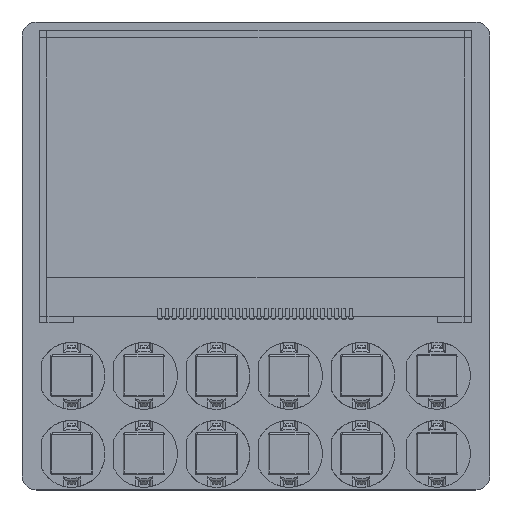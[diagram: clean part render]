
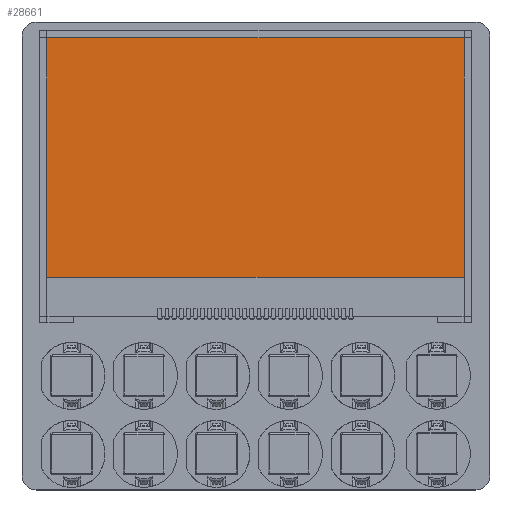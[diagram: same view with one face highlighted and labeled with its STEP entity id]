
A CAD part, top view. The second image highlights one B-rep face of the part: STEP entity #28661.
In plain terms, the highlighted planar face has unit normal (0, 0, 1).
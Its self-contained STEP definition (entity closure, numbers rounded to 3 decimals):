
#28532 = VERTEX_POINT('',#28533);
#28533 = CARTESIAN_POINT('',(-37.5,21.5,6.3));
#28539 = EDGE_CURVE('',#28532,#28540,#28542,.T.);
#28540 = VERTEX_POINT('',#28541);
#28541 = CARTESIAN_POINT('',(37.5,21.5,6.3));
#28542 = LINE('',#28543,#28544);
#28543 = CARTESIAN_POINT('',(-37.5,21.5,6.3));
#28544 = VECTOR('',#28545,1.);
#28545 = DIRECTION('',(1.,0.,0.));
#28570 = EDGE_CURVE('',#28540,#28571,#28573,.T.);
#28571 = VERTEX_POINT('',#28572);
#28572 = CARTESIAN_POINT('',(37.5,-21.5,6.3));
#28573 = LINE('',#28574,#28575);
#28574 = CARTESIAN_POINT('',(37.5,21.5,6.3));
#28575 = VECTOR('',#28576,1.);
#28576 = DIRECTION('',(0.,-1.,0.));
#28601 = EDGE_CURVE('',#28571,#28602,#28604,.T.);
#28602 = VERTEX_POINT('',#28603);
#28603 = CARTESIAN_POINT('',(-37.5,-21.5,6.3));
#28604 = LINE('',#28605,#28606);
#28605 = CARTESIAN_POINT('',(37.5,-21.5,6.3));
#28606 = VECTOR('',#28607,1.);
#28607 = DIRECTION('',(-1.,0.,0.));
#28632 = EDGE_CURVE('',#28602,#28532,#28633,.T.);
#28633 = LINE('',#28634,#28635);
#28634 = CARTESIAN_POINT('',(-37.5,-21.5,6.3));
#28635 = VECTOR('',#28636,1.);
#28636 = DIRECTION('',(0.,1.,0.));
#28661 = ADVANCED_FACE('',(#28662),#28668,.T.);
#28662 = FACE_BOUND('',#28663,.F.);
#28663 = EDGE_LOOP('',(#28664,#28665,#28666,#28667));
#28664 = ORIENTED_EDGE('',*,*,#28539,.T.);
#28665 = ORIENTED_EDGE('',*,*,#28570,.T.);
#28666 = ORIENTED_EDGE('',*,*,#28601,.T.);
#28667 = ORIENTED_EDGE('',*,*,#28632,.T.);
#28668 = PLANE('',#28669);
#28669 = AXIS2_PLACEMENT_3D('',#28670,#28671,#28672);
#28670 = CARTESIAN_POINT('',(-37.5,21.5,6.3));
#28671 = DIRECTION('',(0.,0.,1.));
#28672 = DIRECTION('',(1.,0.,0.));
